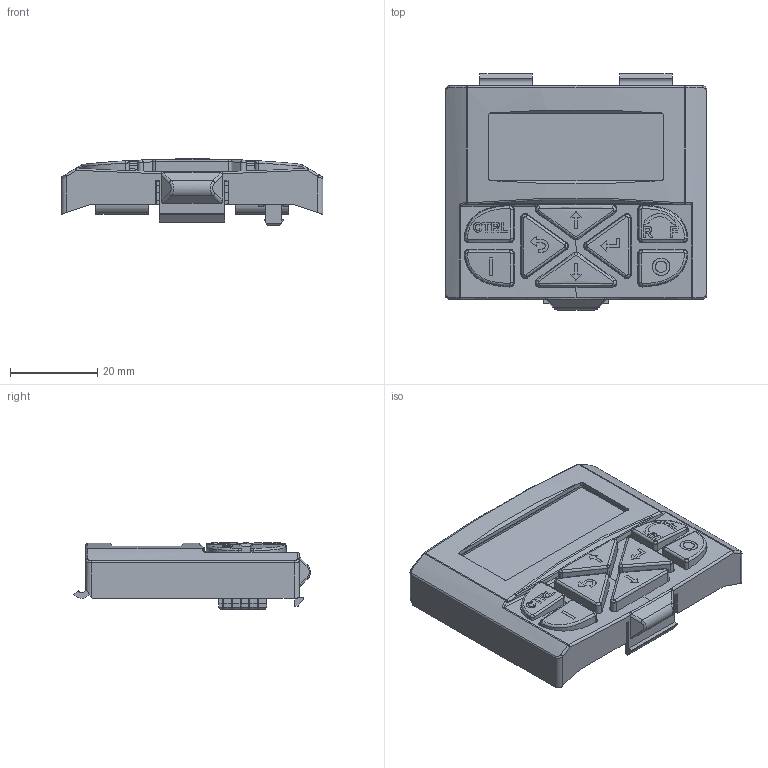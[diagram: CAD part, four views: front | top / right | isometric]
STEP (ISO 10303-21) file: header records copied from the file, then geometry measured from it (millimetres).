
FILE_DESCRIPTION (( 'STEP AP214' ), '1' );
FILE_NAME ('I5MADK000000S_8 Button_BLUE.STEP', '2016-01-27T20:30:22', ( 'Image' ), ( 'bhn' ), 'SwSTEP 2.0', 'SolidWorks 2015', '' );
FILE_SCHEMA (( 'AUTOMOTIVE_DESIGN' ));
Length unit declared in the file: inch
Products named in the file (1): I5MADK000000S_8 Button_BLUE
Bounding box: 60 x 54.16 x 15.21 mm (x, y, z)
Volume: 18667.2 mm3; surface area: 26185 mm2
Topology: 1 solids, 1 shells, 2468 faces, 7339 edges, 4751 vertices
Faces by surface type: plane 1796, cylinder 412, bspline 186, cone 58, torus 16
Entity records: 122874 total; most frequent: CARTESIAN_POINT 26870, ORIENTED_EDGE 14624, DIRECTION 11281, EDGE_CURVE 7312, LINE 5777, VECTOR 5777, VERTEX_POINT 4751, AXIS2_PLACEMENT_3D 2752
